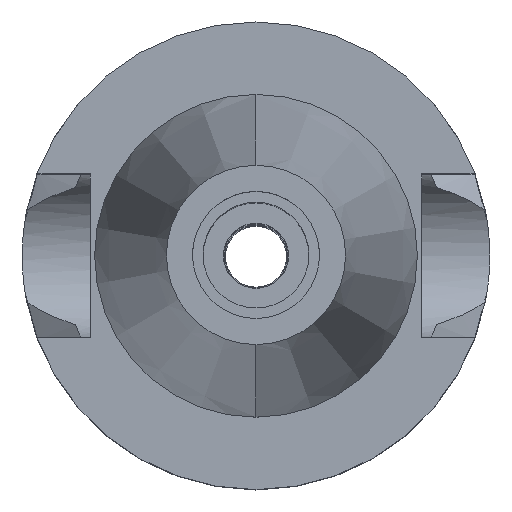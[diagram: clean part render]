
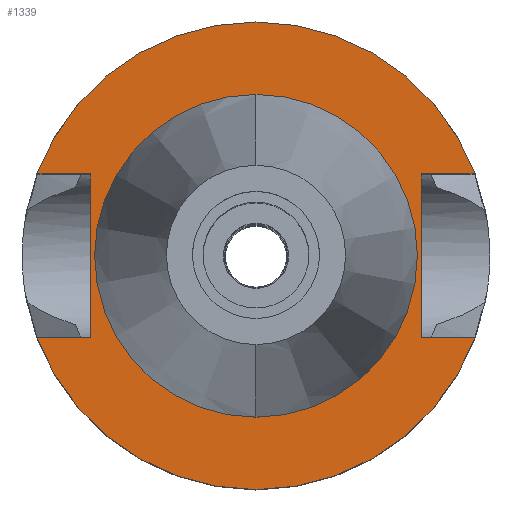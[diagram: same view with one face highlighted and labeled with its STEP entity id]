
A CAD part, top view. The second image highlights one B-rep face of the part: STEP entity #1339.
In plain terms, the highlighted planar face has unit normal (0, 0, 1).
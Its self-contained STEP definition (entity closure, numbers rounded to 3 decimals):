
#121=DIRECTION('',(0.,1.,0.));
#122=VECTOR('',#121,16.1);
#123=CARTESIAN_POINT('',(-16.3,-8.05,-1.));
#124=LINE('',#123,#122);
#128=DIRECTION('',(-1.,0.,0.));
#129=VECTOR('',#128,5.247);
#130=CARTESIAN_POINT('',(-16.3,8.05,-1.));
#131=LINE('',#130,#129);
#135=CARTESIAN_POINT('',(0.,0.,-1.));
#136=DIRECTION('',(0.,0.,-1.));
#137=DIRECTION('',(-0.937,0.35,0.));
#138=AXIS2_PLACEMENT_3D('',#135,#136,#137);
#143=CARTESIAN_POINT('',(0.,0.,-1.));
#144=DIRECTION('',(0.,0.,-1.));
#145=DIRECTION('',(0.,1.,0.));
#146=AXIS2_PLACEMENT_3D('',#143,#144,#145);
#151=DIRECTION('',(0.,-1.,0.));
#152=VECTOR('',#151,16.1);
#153=CARTESIAN_POINT('',(16.3,8.05,-1.));
#154=LINE('',#153,#152);
#158=DIRECTION('',(1.,0.,0.));
#159=VECTOR('',#158,5.247);
#160=CARTESIAN_POINT('',(16.3,-8.05,-1.));
#161=LINE('',#160,#159);
#165=CARTESIAN_POINT('',(0.,0.,-1.));
#166=DIRECTION('',(0.,0.,-1.));
#167=DIRECTION('',(0.937,-0.35,0.));
#168=AXIS2_PLACEMENT_3D('',#165,#166,#167);
#173=CARTESIAN_POINT('',(0.,0.,-1.));
#174=DIRECTION('',(0.,0.,-1.));
#175=DIRECTION('',(0.,-1.,0.));
#176=AXIS2_PLACEMENT_3D('',#173,#174,#175);
#181=CARTESIAN_POINT('',(0.,0.,-1.));
#182=DIRECTION('',(0.,0.,1.));
#183=DIRECTION('',(0.,-1.,0.));
#184=AXIS2_PLACEMENT_3D('',#181,#182,#183);
#189=CARTESIAN_POINT('',(0.,0.,-1.));
#190=DIRECTION('',(0.,0.,1.));
#191=DIRECTION('',(0.,1.,0.));
#192=AXIS2_PLACEMENT_3D('',#189,#190,#191);
#237=DIRECTION('',(-1.,0.,0.));
#238=VECTOR('',#237,5.247);
#239=CARTESIAN_POINT('',(-16.3,-8.05,-1.));
#240=LINE('',#239,#238);
#360=DIRECTION('',(1.,0.,0.));
#361=VECTOR('',#360,5.247);
#362=CARTESIAN_POINT('',(16.3,8.05,-1.));
#363=LINE('',#362,#361);
#1206=CARTESIAN_POINT('',(-16.3,-8.05,-1.));
#1207=VERTEX_POINT('',#1206);
#1208=CARTESIAN_POINT('',(-21.547,-8.05,-1.));
#1209=VERTEX_POINT('',#1208);
#1210=CARTESIAN_POINT('',(-16.3,8.05,-1.));
#1211=VERTEX_POINT('',#1210);
#1212=CARTESIAN_POINT('',(-21.547,8.05,-1.));
#1213=VERTEX_POINT('',#1212);
#1214=CARTESIAN_POINT('',(0.,23.002,
-1.));
#1215=CARTESIAN_POINT('',(21.547,8.05,-1.));
#1216=VERTEX_POINT('',#1214);
#1217=VERTEX_POINT('',#1215);
#1218=CARTESIAN_POINT('',(16.3,8.05,-1.));
#1219=VERTEX_POINT('',#1218);
#1220=CARTESIAN_POINT('',(16.3,-8.05,-1.));
#1221=VERTEX_POINT('',#1220);
#1222=CARTESIAN_POINT('',(21.547,-8.05,-1.));
#1223=VERTEX_POINT('',#1222);
#1224=CARTESIAN_POINT('',(0.,-23.002,
-1.));
#1225=VERTEX_POINT('',#1224);
#1226=CARTESIAN_POINT('',(0.,-15.875,-1.));
#1227=CARTESIAN_POINT('',(0.,15.875,-1.));
#1228=VERTEX_POINT('',#1226);
#1229=VERTEX_POINT('',#1227);
#1308=CARTESIAN_POINT('',(0.,0.,-1.));
#1309=DIRECTION('',(0.,0.,-1.));
#1310=DIRECTION('',(0.,-1.,0.));
#1311=AXIS2_PLACEMENT_3D('',#1308,#1309,#1310);
#1312=PLANE('',#1311);
#1314=ORIENTED_EDGE('',*,*,#1313,.T.);
#1316=ORIENTED_EDGE('',*,*,#1315,.T.);
#1318=ORIENTED_EDGE('',*,*,#1317,.T.);
#1320=ORIENTED_EDGE('',*,*,#1319,.T.);
#1322=ORIENTED_EDGE('',*,*,#1321,.F.);
#1324=ORIENTED_EDGE('',*,*,#1323,.T.);
#1326=ORIENTED_EDGE('',*,*,#1325,.T.);
#1328=ORIENTED_EDGE('',*,*,#1327,.T.);
#1330=ORIENTED_EDGE('',*,*,#1329,.T.);
#1332=ORIENTED_EDGE('',*,*,#1331,.F.);
#1333=EDGE_LOOP('',(#1314,#1316,#1318,#1320,#1322,#1324,#1326,#1328,#1330,
#1332));
#1334=FACE_OUTER_BOUND('',#1333,.F.);
#1335=ORIENTED_EDGE('',*,*,#1287,.T.);
#1336=ORIENTED_EDGE('',*,*,#1303,.T.);
#1337=EDGE_LOOP('',(#1335,#1336));
#1338=FACE_BOUND('',#1337,.F.);
#139=CIRCLE('',#138,23.002);
#147=CIRCLE('',#146,23.002);
#169=CIRCLE('',#168,23.002);
#177=CIRCLE('',#176,23.002);
#185=CIRCLE('',#184,15.875);
#193=CIRCLE('',#192,15.875);
#1287=EDGE_CURVE('',#1228,#1229,#185,.T.);
#1303=EDGE_CURVE('',#1229,#1228,#193,.T.);
#1313=EDGE_CURVE('',#1207,#1211,#124,.T.);
#1315=EDGE_CURVE('',#1211,#1213,#131,.T.);
#1317=EDGE_CURVE('',#1213,#1216,#139,.T.);
#1319=EDGE_CURVE('',#1216,#1217,#147,.T.);
#1321=EDGE_CURVE('',#1219,#1217,#363,.T.);
#1323=EDGE_CURVE('',#1219,#1221,#154,.T.);
#1325=EDGE_CURVE('',#1221,#1223,#161,.T.);
#1327=EDGE_CURVE('',#1223,#1225,#169,.T.);
#1329=EDGE_CURVE('',#1225,#1209,#177,.T.);
#1331=EDGE_CURVE('',#1207,#1209,#240,.T.);
#1339=ADVANCED_FACE('',(#1334,#1338),#1312,.F.);
